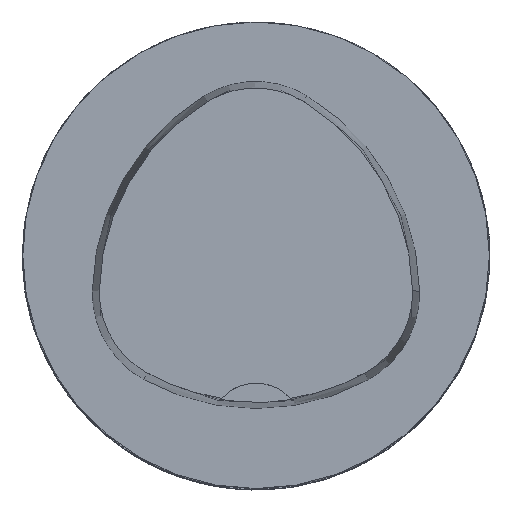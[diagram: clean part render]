
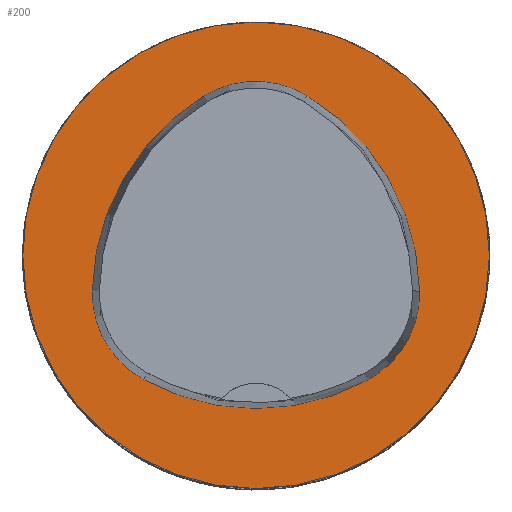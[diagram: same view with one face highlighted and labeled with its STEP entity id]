
A CAD part, top view. The second image highlights one B-rep face of the part: STEP entity #200.
In plain terms, the highlighted planar face has unit normal (0, 0, 1).
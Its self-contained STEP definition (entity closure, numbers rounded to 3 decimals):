
#145=PLANE('',#783);
#200=ADVANCED_FACE('',(#260,#261),#145,.T.);
#210=CIRCLE('',#725,20.);
#230=CIRCLE('',#771,20.);
#231=CIRCLE('',#773,8.5);
#232=CIRCLE('',#775,20.);
#233=CIRCLE('',#777,8.5);
#234=CIRCLE('',#779,20.);
#235=CIRCLE('',#781,8.5);
#260=FACE_BOUND('',#318,.T.);
#261=FACE_BOUND('',#319,.T.);
#318=EDGE_LOOP('',(#485,#486,#487,#488,#489,#490));
#319=EDGE_LOOP('',(#491));
#485=ORIENTED_EDGE('',*,*,#608,.T.);
#486=ORIENTED_EDGE('',*,*,#606,.T.);
#487=ORIENTED_EDGE('',*,*,#604,.T.);
#488=ORIENTED_EDGE('',*,*,#602,.T.);
#489=ORIENTED_EDGE('',*,*,#600,.T.);
#490=ORIENTED_EDGE('',*,*,#598,.T.);
#491=ORIENTED_EDGE('',*,*,#567,.F.);
#519=VERTEX_POINT('',#1021);
#539=VERTEX_POINT('',#1103);
#540=VERTEX_POINT('',#1105);
#541=VERTEX_POINT('',#1109);
#542=VERTEX_POINT('',#1113);
#543=VERTEX_POINT('',#1117);
#544=VERTEX_POINT('',#1121);
#567=EDGE_CURVE('',#519,#519,#210,.T.);
#598=EDGE_CURVE('',#540,#539,#230,.T.);
#600=EDGE_CURVE('',#541,#540,#231,.T.);
#602=EDGE_CURVE('',#542,#541,#232,.T.);
#604=EDGE_CURVE('',#543,#542,#233,.T.);
#606=EDGE_CURVE('',#544,#543,#234,.T.);
#608=EDGE_CURVE('',#539,#544,#235,.T.);
#725=AXIS2_PLACEMENT_3D('',#1020,#829,#830);
#771=AXIS2_PLACEMENT_3D('',#1104,#930,#931);
#773=AXIS2_PLACEMENT_3D('',#1108,#935,#936);
#775=AXIS2_PLACEMENT_3D('',#1112,#940,#941);
#777=AXIS2_PLACEMENT_3D('',#1116,#945,#946);
#779=AXIS2_PLACEMENT_3D('',#1120,#950,#951);
#781=AXIS2_PLACEMENT_3D('',#1124,#955,#956);
#783=AXIS2_PLACEMENT_3D('',#1126,#959,#960);
#829=DIRECTION('',(0.,0.,-1.));
#830=DIRECTION('',(-1.,0.,0.));
#930=DIRECTION('',(0.,0.,-1.));
#931=DIRECTION('',(-1.,0.,0.));
#935=DIRECTION('',(0.,0.,-1.));
#936=DIRECTION('',(-1.,0.,0.));
#940=DIRECTION('',(0.,0.,-1.));
#941=DIRECTION('',(-1.,0.,0.));
#945=DIRECTION('',(0.,0.,-1.));
#946=DIRECTION('',(-1.,0.,0.));
#950=DIRECTION('',(0.,0.,-1.));
#951=DIRECTION('',(-1.,0.,0.));
#955=DIRECTION('',(0.,0.,-1.));
#956=DIRECTION('',(-1.,0.,0.));
#959=DIRECTION('',(0.,0.,1.));
#960=DIRECTION('',(1.,0.,0.));
#1020=CARTESIAN_POINT('',(0.,0.,0.));
#1021=CARTESIAN_POINT('',(-20.,0.,0.));
#1103=CARTESIAN_POINT('',(-9.655,-10.639,0.));
#1104=CARTESIAN_POINT('',(0.022,6.864,0.));
#1105=CARTESIAN_POINT('',(9.588,-10.699,0.));
#1108=CARTESIAN_POINT('',(5.522,-3.235,0.));
#1109=CARTESIAN_POINT('',(14.021,-3.075,0.));
#1112=CARTESIAN_POINT('',(-5.976,-3.45,0.));
#1113=CARTESIAN_POINT('',(4.347,13.68,0.));
#1116=CARTESIAN_POINT('',(-0.04,6.4,0.));
#1117=CARTESIAN_POINT('',(-4.472,13.653,0.));
#1120=CARTESIAN_POINT('',(5.955,-3.414,0.));
#1121=CARTESIAN_POINT('',(-14.041,-3.042,0.));
#1124=CARTESIAN_POINT('',(-5.543,-3.2,0.));
#1126=CARTESIAN_POINT('',(0.,0.,0.));
